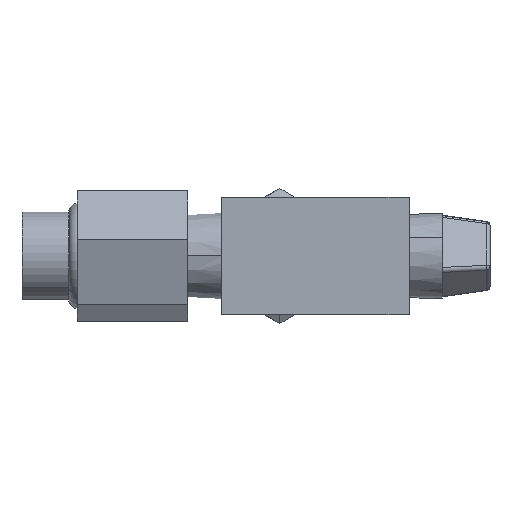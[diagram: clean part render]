
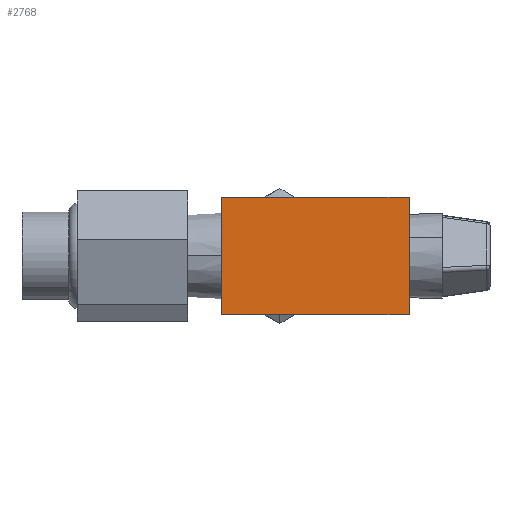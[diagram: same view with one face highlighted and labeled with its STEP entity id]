
A CAD part, front view. The second image highlights one B-rep face of the part: STEP entity #2768.
In plain terms, the highlighted planar face has unit normal (0, -1, 0).
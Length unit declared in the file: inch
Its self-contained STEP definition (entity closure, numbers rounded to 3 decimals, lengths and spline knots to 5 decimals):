
#40 = EDGE_CURVE ( 'NONE', #5210, #5211, #6441, .T. ) ;
#106 = EDGE_CURVE ( 'NONE', #5211, #5189, #6827, .T. ) ;
#140 = EDGE_CURVE ( 'NONE', #5189, #5337, #6906, .T. ) ;
#172 = EDGE_CURVE ( 'NONE', #5337, #5210, #6701, .T. ) ;
#2266 = CARTESIAN_POINT ( 'NONE',  ( -1.0305, 1.89626, 2.228 ) ) ;
#2273 = DIRECTION ( 'NONE',  ( -1., 0., 0. ) ) ;
#2516 = DIRECTION ( 'NONE',  ( 1., 0., 0. ) ) ;
#2528 = CARTESIAN_POINT ( 'NONE',  ( 0.0745, 1.89626, 2.228 ) ) ;
#2562 = DIRECTION ( 'NONE',  ( 0., 0., -1. ) ) ;
#2565 = CARTESIAN_POINT ( 'NONE',  ( -1.0305, 1.89626, 2.918 ) ) ;
#2693 = AXIS2_PLACEMENT_3D ( 'NONE', #3265, #3702, #3264 ) ;
#2768 = ADVANCED_FACE ( 'NONE', ( #7006 ), #3286, .F. ) ;
#3264 = DIRECTION ( 'NONE',  ( 1., 0., 0. ) ) ;
#3265 = CARTESIAN_POINT ( 'NONE',  ( -1.0305, 1.89626, 2.918 ) ) ;
#3286 = PLANE ( 'NONE',  #2693 ) ;
#3702 = DIRECTION ( 'NONE',  ( 0., 1., 0. ) ) ;
#4812 = EDGE_LOOP ( 'NONE', ( #6159, #6387, #6235, #6153 ) ) ;
#5189 = VERTEX_POINT ( 'NONE', #9389 ) ;
#5210 = VERTEX_POINT ( 'NONE', #9408 ) ;
#5211 = VERTEX_POINT ( 'NONE', #9409 ) ;
#5337 = VERTEX_POINT ( 'NONE', #9534 ) ;
#6153 = ORIENTED_EDGE ( 'NONE', *, *, #40, .F. ) ;
#6159 = ORIENTED_EDGE ( 'NONE', *, *, #172, .F. ) ;
#6235 = ORIENTED_EDGE ( 'NONE', *, *, #106, .F. ) ;
#6387 = ORIENTED_EDGE ( 'NONE', *, *, #140, .F. ) ;
#6441 = LINE ( 'NONE', #2565, #6785 ) ;
#6701 = LINE ( 'NONE', #8945, #6904 ) ;
#6785 = VECTOR ( 'NONE', #2516, 39.37008 ) ;
#6806 = VECTOR ( 'NONE', #2273, 39.37008 ) ;
#6810 = VECTOR ( 'NONE', #2562, 39.37008 ) ;
#6827 = LINE ( 'NONE', #2528, #6810 ) ;
#6904 = VECTOR ( 'NONE', #9028, 39.37008 ) ;
#6906 = LINE ( 'NONE', #2266, #6806 ) ;
#7006 = FACE_OUTER_BOUND ( 'NONE', #4812, .T. ) ;
#8945 = CARTESIAN_POINT ( 'NONE',  ( -1.0305, 1.89626, 2.228 ) ) ;
#9028 = DIRECTION ( 'NONE',  ( 0., 0., 1. ) ) ;
#9389 = CARTESIAN_POINT ( 'NONE',  ( 0.0745, 1.89626, 2.228 ) ) ;
#9408 = CARTESIAN_POINT ( 'NONE',  ( -1.0305, 1.89626, 2.918 ) ) ;
#9409 = CARTESIAN_POINT ( 'NONE',  ( 0.0745, 1.89626, 2.918 ) ) ;
#9534 = CARTESIAN_POINT ( 'NONE',  ( -1.0305, 1.89626, 2.228 ) ) ;
